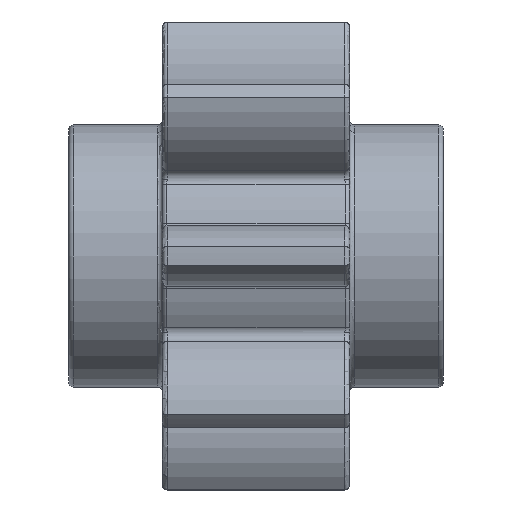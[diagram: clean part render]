
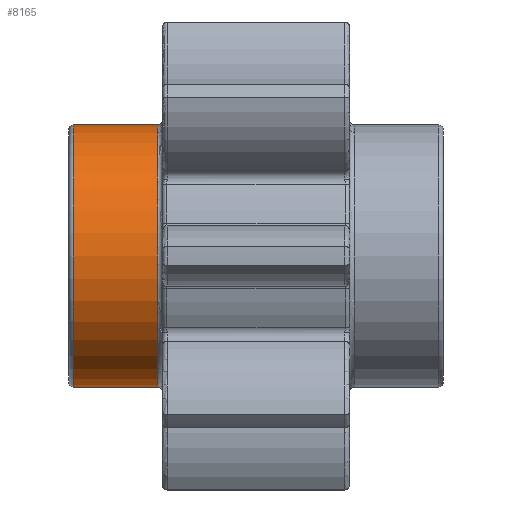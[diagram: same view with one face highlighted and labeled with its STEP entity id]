
A CAD part, front view. The second image highlights one B-rep face of the part: STEP entity #8165.
In plain terms, the highlighted cylindrical face has radius 2.8 mm (diameter 5.6 mm), a partial arc.
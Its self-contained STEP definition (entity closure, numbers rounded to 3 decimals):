
#47 = CARTESIAN_POINT ( 'NONE',  ( 4., 0., 0. ) ) ;
#252 = EDGE_CURVE ( 'NONE', #8447, #1097, #8393, .T. ) ;
#538 = DIRECTION ( 'NONE',  ( 0., 0., -1. ) ) ;
#1097 = VERTEX_POINT ( 'NONE', #7025 ) ;
#1608 = ORIENTED_EDGE ( 'NONE', *, *, #4660, .T. ) ;
#1622 = CYLINDRICAL_SURFACE ( 'NONE', #8021, 2.8 ) ;
#1691 = ORIENTED_EDGE ( 'NONE', *, *, #252, .T. ) ;
#1908 = CARTESIAN_POINT ( 'NONE',  ( -2.1, 0., -2.8 ) ) ;
#1916 = DIRECTION ( 'NONE',  ( -1., 0., 0. ) ) ;
#2315 = VECTOR ( 'NONE', #1916, 1000. ) ;
#2405 = VERTEX_POINT ( 'NONE', #1908 ) ;
#2537 = ORIENTED_EDGE ( 'NONE', *, *, #6772, .T. ) ;
#2959 = EDGE_LOOP ( 'NONE', ( #3331, #1608, #1691, #2537 ) ) ;
#3331 = ORIENTED_EDGE ( 'NONE', *, *, #8539, .F. ) ;
#3714 = DIRECTION ( 'NONE',  ( -1., 0., 0. ) ) ;
#3722 = CIRCLE ( 'NONE', #6856, 2.8 ) ;
#4660 = EDGE_CURVE ( 'NONE', #2405, #8447, #7172, .T. ) ;
#4987 = CARTESIAN_POINT ( 'NONE',  ( -3.9, 0., 0. ) ) ;
#5160 = CARTESIAN_POINT ( 'NONE',  ( 4., 0., 2.8 ) ) ;
#5945 = CARTESIAN_POINT ( 'NONE',  ( -2.1, 0., 0. ) ) ;
#5946 = DIRECTION ( 'NONE',  ( 0., 0., 1. ) ) ;
#6027 = FACE_OUTER_BOUND ( 'NONE', #2959, .T. ) ;
#6312 = VECTOR ( 'NONE', #3714, 1000. ) ;
#6341 = CARTESIAN_POINT ( 'NONE',  ( 4., 0., -2.8 ) ) ;
#6668 = AXIS2_PLACEMENT_3D ( 'NONE', #5945, #7351, #8180 ) ;
#6772 = EDGE_CURVE ( 'NONE', #1097, #6924, #3722, .T. ) ;
#6856 = AXIS2_PLACEMENT_3D ( 'NONE', #4987, #9383, #538 ) ;
#6924 = VERTEX_POINT ( 'NONE', #8797 ) ;
#7025 = CARTESIAN_POINT ( 'NONE',  ( -3.9, 0., 2.8 ) ) ;
#7172 = CIRCLE ( 'NONE', #6668, 2.8 ) ;
#7297 = LINE ( 'NONE', #6341, #2315 ) ;
#7351 = DIRECTION ( 'NONE',  ( -1., 0., 0. ) ) ;
#7479 = CARTESIAN_POINT ( 'NONE',  ( -2.1, 0., 2.8 ) ) ;
#8021 = AXIS2_PLACEMENT_3D ( 'NONE', #47, #9521, #5946 ) ;
#8165 = ADVANCED_FACE ( 'NONE', ( #6027 ), #1622, .T. ) ;
#8180 = DIRECTION ( 'NONE',  ( 0., 0., -1. ) ) ;
#8393 = LINE ( 'NONE', #5160, #6312 ) ;
#8447 = VERTEX_POINT ( 'NONE', #7479 ) ;
#8539 = EDGE_CURVE ( 'NONE', #2405, #6924, #7297, .T. ) ;
#8797 = CARTESIAN_POINT ( 'NONE',  ( -3.9, 0., -2.8 ) ) ;
#9383 = DIRECTION ( 'NONE',  ( 1., 0., 0. ) ) ;
#9521 = DIRECTION ( 'NONE',  ( -1., 0., 0. ) ) ;
